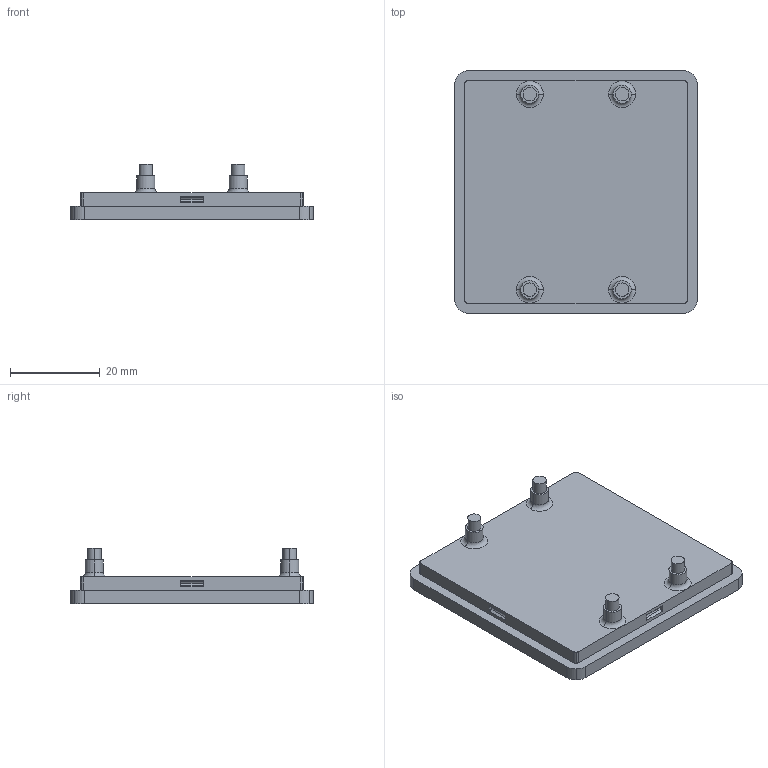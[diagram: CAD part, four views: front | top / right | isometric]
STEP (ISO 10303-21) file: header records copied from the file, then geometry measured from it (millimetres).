
FILE_DESCRIPTION(('STEP AP214'),'1');
FILE_NAME('Multi-Sensor Enclosure Base.stp','2017-06-02T19:15:06',(' '),(' '),'Spatial InterOp 3D',' ',' ');
FILE_SCHEMA(('automotive_design'));
Length unit declared in the file: metre
Products named in the file (1): Component42
Bounding box: 54 x 54 x 12.35 mm (x, y, z)
Volume: 16335.6 mm3; surface area: 7323.6 mm2
Topology: 1 solids, 1 shells, 83 faces, 204 edges, 132 vertices
Faces by surface type: cylinder 40, plane 35, torus 8
Entity records: 3171 total; most frequent: DIRECTION 472, CARTESIAN_POINT 420, ORIENTED_EDGE 408, EDGE_CURVE 204, AXIS2_PLACEMENT_3D 184, VERTEX_POINT 132, LINE 104, VECTOR 104
